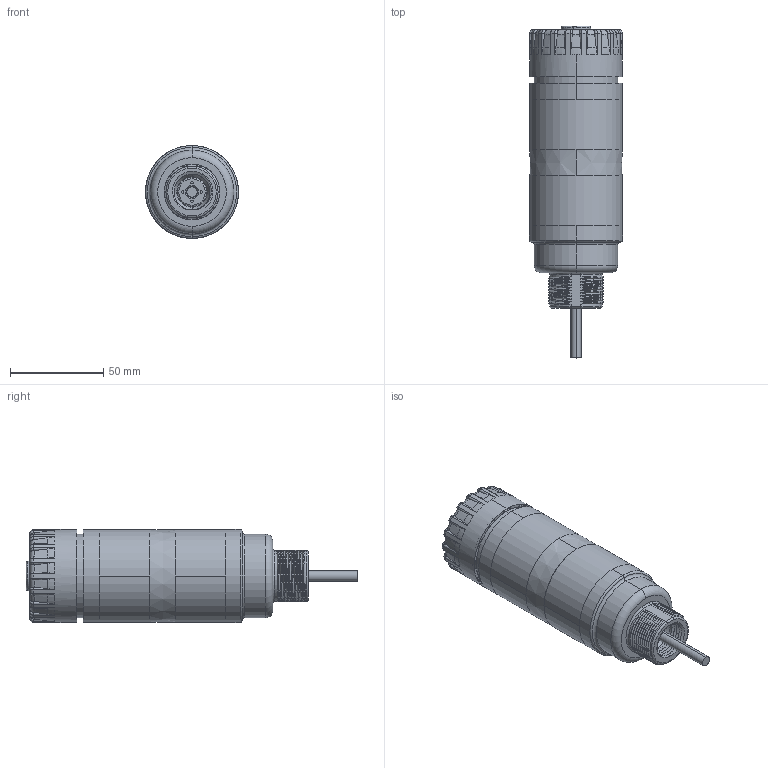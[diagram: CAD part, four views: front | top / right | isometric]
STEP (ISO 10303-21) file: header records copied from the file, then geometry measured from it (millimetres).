
FILE_DESCRIPTION((''),'2;1');
FILE_NAME('145182_SM01_ASM','2025-06-06T13:10:15',('banengservice'),('BANNER ENGINEERING'),'CREO PARAMETRIC BY PTC INC, 2022414','CREO PARAMETRIC BY PTC INC, 2022414','');
FILE_SCHEMA(('CONFIG_CONTROL_DESIGN'));
Length unit declared in the file: millimetre
Products named in the file (2): 145182_EP01; 145182_SM01_ASM
Assembly tree (1 placements, depth 2):
  145182_SM01_ASM
    145182_EP01
Bounding box: 50 x 178.45 x 50 mm (x, y, z)
Volume: 246900.4 mm3; surface area: 34282.6 mm2
Topology: 1 solids, 1 shells, 787 faces, 2008 edges, 1247 vertices
Faces by surface type: cylinder 315, torus 166, plane 142, bspline 136, cone 28
Entity records: 33744 total; most frequent: CARTESIAN_POINT 15254, ORIENTED_EDGE 4012, DIRECTION 3759, EDGE_CURVE 2006, AXIS2_PLACEMENT_3D 1544, VERTEX_POINT 1247, CIRCLE 890, EDGE_LOOP 835
